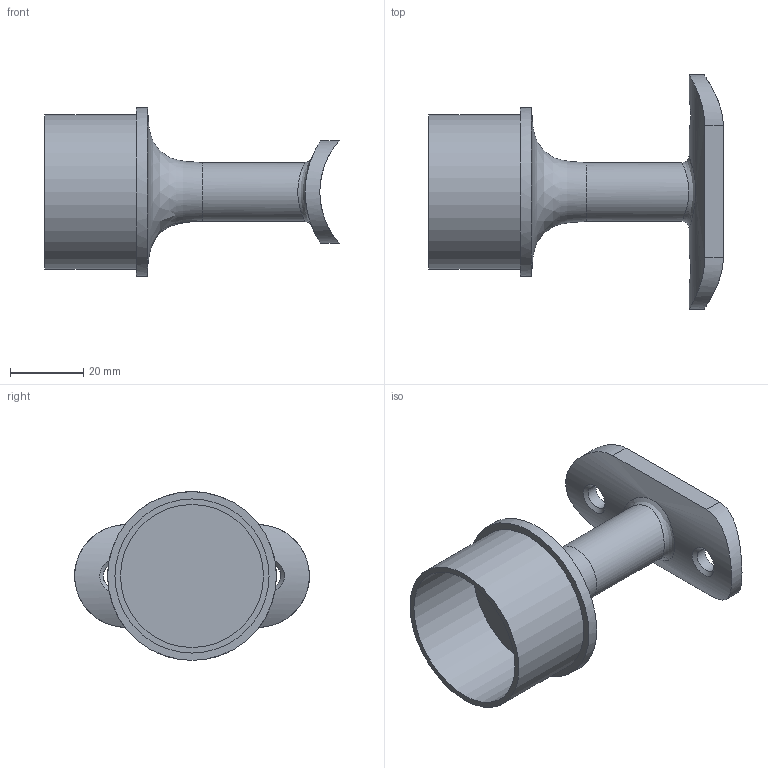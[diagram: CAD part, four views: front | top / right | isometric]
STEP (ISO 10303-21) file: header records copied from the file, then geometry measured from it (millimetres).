
FILE_DESCRIPTION(/* description */ (''),/* implementation_level */ '2;1');
FILE_NAME(/* name */ 'Rohtstuetze_X171.stp',/* time_stamp */ '2017-07-27T22:38:19+02:00',/* author */ (''),/* organization */ (''),/* preprocessor_version */ 'ST-DEVELOPER v16',/* originating_system */ 'SIEMENS PLM Software NX 11.0',/* authorisation */ '');
FILE_SCHEMA (('AUTOMOTIVE_DESIGN { 1 0 10303 214 3 1 1 1 }'));
Length unit declared in the file: millimetre
Products named in the file (1): Goge2304B54Ernuw
Bounding box: 80.28 x 64 x 46 mm (x, y, z)
Volume: 29617.5 mm3; surface area: 15673 mm2
Topology: 1 solids, 1 shells, 19 faces, 40 edges, 26 vertices
Faces by surface type: cylinder 10, plane 5, bspline 4
Full cylindrical faces by diameter (mm): 6.5 x2, 16 x1, 39 x1, 42 x1, 46 x1
Entity records: 2350 total; most frequent: CARTESIAN_POINT 1997, ORIENTED_EDGE 54, DIRECTION 50, EDGE_LOOP 36, FACE_BOUND 31, EDGE_CURVE 27, VERTEX_POINT 23, AXIS2_PLACEMENT_3D 21
